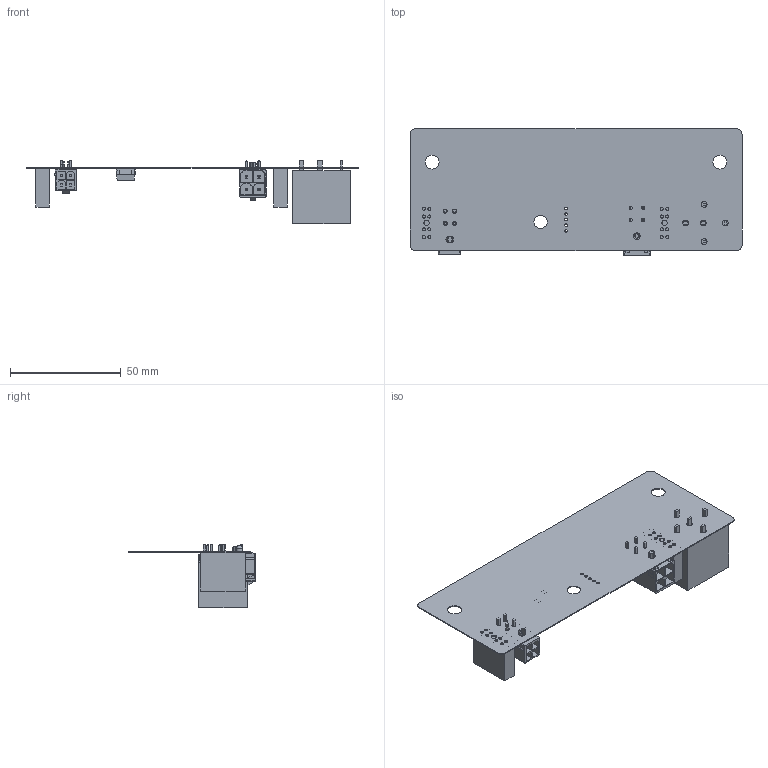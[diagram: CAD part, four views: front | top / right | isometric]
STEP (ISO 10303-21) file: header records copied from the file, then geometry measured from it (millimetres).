
FILE_DESCRIPTION(('Open CASCADE Model'),'2;1');
FILE_NAME('Open CASCADE Shape Model','2017-04-19T06:42:55',('Author'),( 'Open CASCADE'),'Open CASCADE STEP processor 6.8','Open CASCADE 6.8' ,'Unknown');
FILE_SCHEMA(('AUTOMOTIVE_DESIGN { 1 0 10303 214 1 1 1 1 }'));
Length unit declared in the file: millimetre
Products named in the file (26): PCB; Board; D1; 1036486112; Body; Open_CASCADE_STEP_translator_6.8_2.1.1; Lead; J2; 039301040_RGB4934475; Open CASCADE STEP translator 6.8 1.3.1.1; Open CASCADE STEP translator 6.8 1.3.1.2; J1; 768250004_RGB4934475; Open CASCADE STEP translator 6.8 1.4.1.1; Open CASCADE STEP translator 6.8 1.4.1.2; F2; 1000756960; Extruded; F1; RY1; 1000757096; 1000757232; 1000757368
Assembly tree (30 placements, depth 5):
  PCB
    Board
    D1
      1036486112
        Body
          Open_CASCADE_STEP_translator_6.8_2.1.1
        Lead  x2
    J2
      039301040_RGB4934475
        Open CASCADE STEP translator 6.8 1.3.1.1
        Open CASCADE STEP translator 6.8 1.3.1.2
    J1
      768250004_RGB4934475
        Open CASCADE STEP translator 6.8 1.4.1.1
        Open CASCADE STEP translator 6.8 1.4.1.2
    F2
      1000756960
        Extruded
    F1
      1000756960
        Extruded
    RY1
      1000757096
        Extruded
      1000757232  x4
        Extruded
      1000757368
        Extruded
Bounding box: 150 x 57 x 28.6 mm (x, y, z)
Volume: 23546.4 mm3; surface area: 26467.1 mm2
Topology: 14 solids, 14 shells, 626 faces, 1573 edges, 1022 vertices
Faces by surface type: plane 418, cylinder 166, torus 16, sphere 8, bspline 8, cone 6, extrusion 4
Full cylindrical faces by diameter (mm): 1.2 x5, 1.4 x20, 1.8 x4, 2.4 x2, 2.6 x5, 3 x2, 6 x1, 6.3 x2
Entity records: 22654 total; most frequent: CARTESIAN_POINT 4348, ORIENTED_EDGE 2904, DIRECTION 2828, EDGE_CURVE 1452, VECTOR 1036, LINE 1032, VERTEX_POINT 924, AXIS2_PLACEMENT_3D 896
